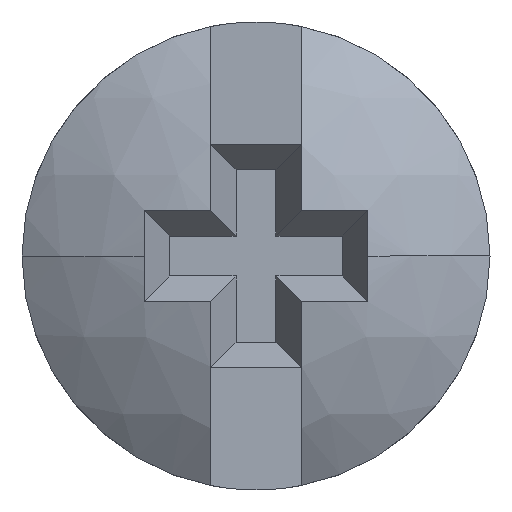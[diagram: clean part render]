
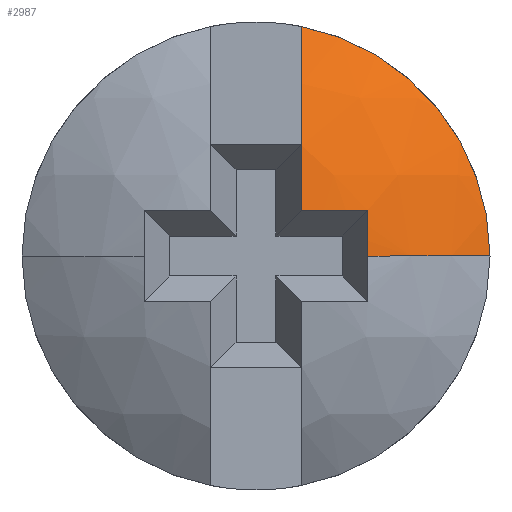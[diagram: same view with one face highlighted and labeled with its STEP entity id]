
A CAD part, left-side view. The second image highlights one B-rep face of the part: STEP entity #2987.
In plain terms, the highlighted spherical face has radius 9.633 mm.
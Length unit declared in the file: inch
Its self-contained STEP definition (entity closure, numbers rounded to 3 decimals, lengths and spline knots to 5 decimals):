
#264 = DIRECTION ( 'NONE',  ( 0., -1., 0. ) ) ;
#293 = AXIS2_PLACEMENT_3D ( 'NONE', #3849, #264, #2300 ) ;
#326 = FACE_OUTER_BOUND ( 'NONE', #841, .T. ) ;
#348 = DIRECTION ( 'NONE',  ( 0., 0., 1. ) ) ;
#461 = ORIENTED_EDGE ( 'NONE', *, *, #1625, .F. ) ;
#761 = VERTEX_POINT ( 'NONE', #1756 ) ;
#841 = EDGE_LOOP ( 'NONE', ( #1624, #947, #5926, #461, #5229 ) ) ;
#947 = ORIENTED_EDGE ( 'NONE', *, *, #1840, .T. ) ;
#1097 = VERTEX_POINT ( 'NONE', #4639 ) ;
#1278 = SPHERICAL_SURFACE ( 'NONE', #2847, 0.37925 ) ;
#1360 = CIRCLE ( 'NONE', #2957, 0.37684 ) ;
#1383 = CARTESIAN_POINT ( 'NONE',  ( -1.24575, 0., 0.04275 ) ) ;
#1578 = CIRCLE ( 'NONE', #4858, 0.37925 ) ;
#1624 = ORIENTED_EDGE ( 'NONE', *, *, #3020, .T. ) ;
#1625 = EDGE_CURVE ( 'NONE', #1097, #2282, #1360, .T. ) ;
#1700 = CARTESIAN_POINT ( 'NONE',  ( -1.55556, -0.04275, 0.21453 ) ) ;
#1756 = CARTESIAN_POINT ( 'NONE',  ( -1.55556, -0.21875, 0. ) ) ;
#1840 = EDGE_CURVE ( 'NONE', #3277, #761, #1578, .T. ) ;
#1911 = DIRECTION ( 'NONE',  ( 1., 0., 0. ) ) ;
#1925 = DIRECTION ( 'NONE',  ( 0., -1., 0. ) ) ;
#2205 = DIRECTION ( 'NONE',  ( 0., 1., 0. ) ) ;
#2252 = CARTESIAN_POINT ( 'NONE',  ( -1.6078, -0.1045, 0.04275 ) ) ;
#2282 = VERTEX_POINT ( 'NONE', #1700 ) ;
#2300 = DIRECTION ( 'NONE',  ( 0., 0., 1. ) ) ;
#2847 = AXIS2_PLACEMENT_3D ( 'NONE', #5756, #348, #6346 ) ;
#2957 = AXIS2_PLACEMENT_3D ( 'NONE', #5161, #2205, #3729 ) ;
#2987 = ADVANCED_FACE ( 'NONE', ( #326 ), #1278, .T. ) ;
#3020 = EDGE_CURVE ( 'NONE', #3031, #3277, #4927, .T. ) ;
#3031 = VERTEX_POINT ( 'NONE', #2252 ) ;
#3277 = VERTEX_POINT ( 'NONE', #6003 ) ;
#3301 = EDGE_CURVE ( 'NONE', #761, #2282, #3480, .T. ) ;
#3383 = DIRECTION ( 'NONE',  ( 0., 0., 1. ) ) ;
#3480 = CIRCLE ( 'NONE', #6432, 0.21875 ) ;
#3729 = DIRECTION ( 'NONE',  ( 0., 0., -1. ) ) ;
#3849 = CARTESIAN_POINT ( 'NONE',  ( -1.24575, -0.1045, 0. ) ) ;
#4007 = EDGE_CURVE ( 'NONE', #1097, #3031, #6404, .T. ) ;
#4419 = CARTESIAN_POINT ( 'NONE',  ( -1.24575, 0., 0. ) ) ;
#4499 = CARTESIAN_POINT ( 'NONE',  ( -1.55556, 0., 0. ) ) ;
#4639 = CARTESIAN_POINT ( 'NONE',  ( -1.62015, -0.04275, 0.04275 ) ) ;
#4715 = AXIS2_PLACEMENT_3D ( 'NONE', #1383, #3383, #1911 ) ;
#4858 = AXIS2_PLACEMENT_3D ( 'NONE', #4419, #5876, #1925 ) ;
#4927 = CIRCLE ( 'NONE', #293, 0.36457 ) ;
#4964 = DIRECTION ( 'NONE',  ( 0., 0., 1. ) ) ;
#5161 = CARTESIAN_POINT ( 'NONE',  ( -1.24575, -0.04275, 0. ) ) ;
#5229 = ORIENTED_EDGE ( 'NONE', *, *, #4007, .T. ) ;
#5756 = CARTESIAN_POINT ( 'NONE',  ( -1.24575, 0., 0. ) ) ;
#5876 = DIRECTION ( 'NONE',  ( 0., 0., 1. ) ) ;
#5926 = ORIENTED_EDGE ( 'NONE', *, *, #3301, .T. ) ;
#5975 = DIRECTION ( 'NONE',  ( -1., 0., 0. ) ) ;
#6003 = CARTESIAN_POINT ( 'NONE',  ( -1.61032, -0.1045, 0. ) ) ;
#6346 = DIRECTION ( 'NONE',  ( 0., 1., 0. ) ) ;
#6404 = CIRCLE ( 'NONE', #4715, 0.37684 ) ;
#6432 = AXIS2_PLACEMENT_3D ( 'NONE', #4499, #5975, #4964 ) ;
